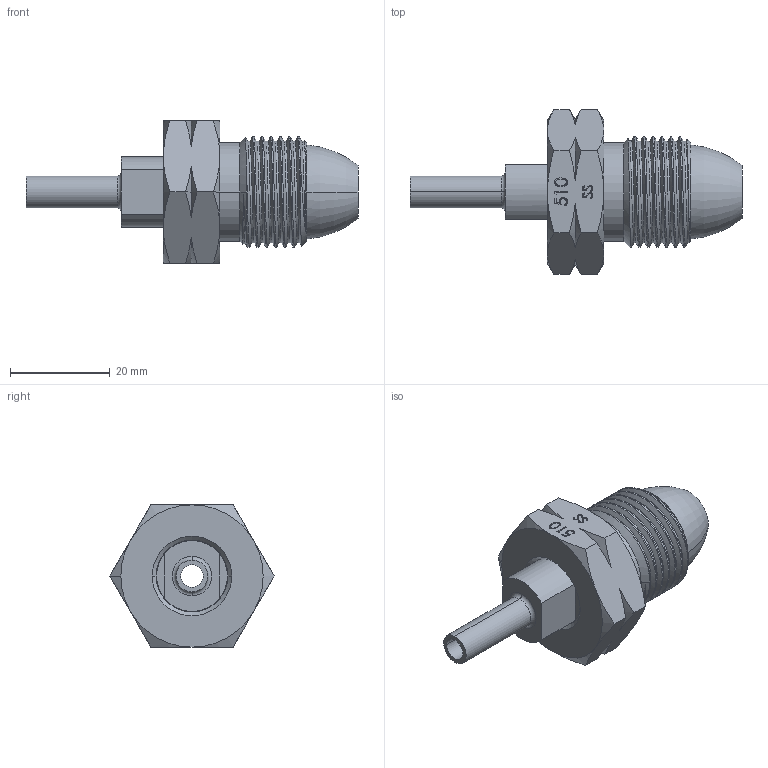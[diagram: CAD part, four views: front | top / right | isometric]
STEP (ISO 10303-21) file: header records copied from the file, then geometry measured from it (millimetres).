
FILE_DESCRIPTION (( 'STEP AP203' ), '1' );
FILE_NAME ('INL-510SS-4TS-P.STEP', '2024-11-18T13:37:48', ( '' ), ( '' ), 'SwSTEP 2.0', 'SolidWorks 2018', '' );
FILE_SCHEMA (( 'CONFIG_CONTROL_DESIGN' ));
Length unit declared in the file: inch
Products named in the file (3): PRT-001200; PRT-002542; INL-510SS-4TS-P
Assembly tree (2 placements, depth 2):
  INL-510SS-4TS-P
    PRT-002542
    PRT-001200
Bounding box: 66.67 x 33 x 28.57 mm (x, y, z)
Volume: 16538 mm3; surface area: 8997.5 mm2
Topology: 2 solids, 2 shells, 162 faces, 413 edges, 264 vertices
Faces by surface type: bspline 50, cone 41, plane 39, cylinder 24, torus 8
Entity records: 13287 total; most frequent: CARTESIAN_POINT 9499, ORIENTED_EDGE 826, DIRECTION 545, EDGE_CURVE 413, VERTEX_POINT 264, AXIS2_PLACEMENT_3D 195, B_SPLINE_CURVE_WITH_KNOTS 180, EDGE_LOOP 175
